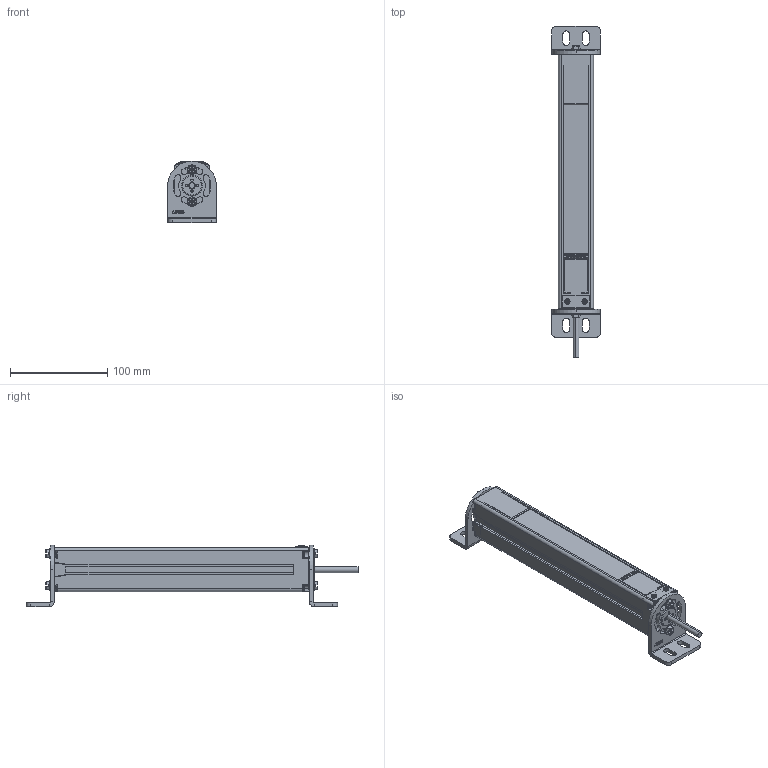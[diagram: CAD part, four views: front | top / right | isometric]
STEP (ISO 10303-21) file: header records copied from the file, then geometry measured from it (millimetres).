
FILE_DESCRIPTION((''),'2;1');
FILE_NAME('139517_SM01_ASM','2023-04-11T09:22:18',('banengservice'),('BANNER ENGINEERING'),'CREO PARAMETRIC BY PTC INC, 2022414','CREO PARAMETRIC BY PTC INC, 2022414','');
FILE_SCHEMA(('CONFIG_CONTROL_DESIGN'));
Products named in the file (5): 139517_EP01; 111087; 58892; 120191; 139517_SM01_ASM
Assembly tree (8 placements, depth 2):
  139517_SM01_ASM
    139517_EP01
    111087  x2
    58892  x4
    120191
Bounding box: 50 x 341 x 63 mm (x, y, z)
Volume: 417685.3 mm3; surface area: 88117.8 mm2
Topology: 8 solids, 9 shells, 2267 faces, 6190 edges, 4030 vertices
Faces by surface type: plane 1339, cylinder 641, bspline 203, torus 56, sphere 22, cone 6
Entity records: 73045 total; most frequent: CARTESIAN_POINT 27203, ORIENTED_EDGE 10068, DIRECTION 8726, EDGE_CURVE 5034, VERTEX_POINT 3272, VECTOR 3164, LINE 3164, AXIS2_PLACEMENT_3D 2781
